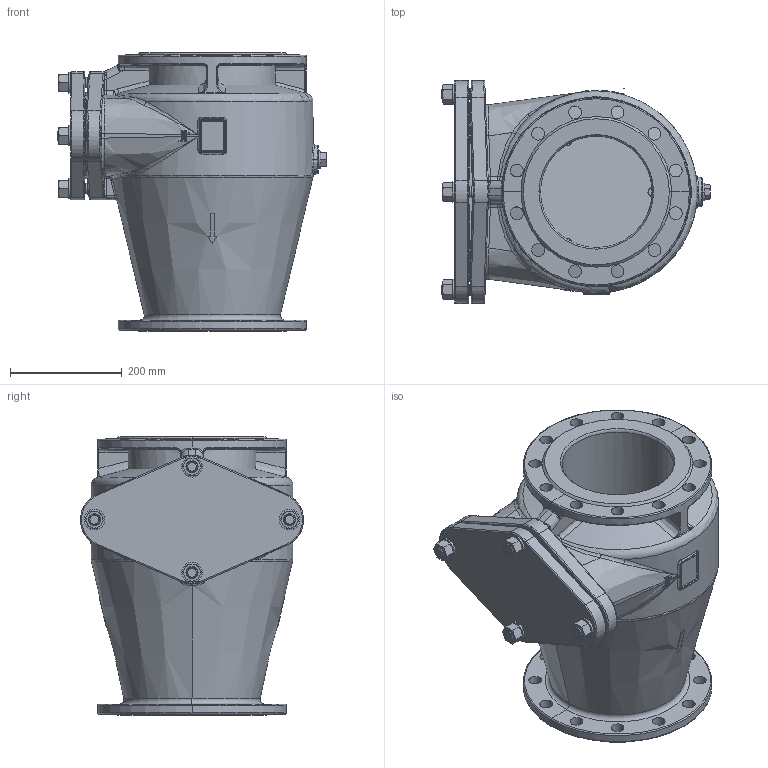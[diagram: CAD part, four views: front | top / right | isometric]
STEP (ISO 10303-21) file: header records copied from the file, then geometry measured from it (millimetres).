
FILE_DESCRIPTION((''),'2;1');
FILE_NAME('DN200_PN16_CEP_ART435_ASM','2011-03-03T',('JMarkelj'),('Audax d.o.o.'),'PRO/ENGINEER BY PARAMETRIC TECHNOLOGY CORPORATION, 2010180','PRO/ENGINEER BY PARAMETRIC TECHNOLOGY CORPORATION, 2010180','');
FILE_SCHEMA(('CONFIG_CONTROL_DESIGN'));
Length unit declared in the file: millimetre
Products named in the file (17): OHISJE_DN200_AF0; OHISJE_DN200_OBDELAN_PN16_ASM; CEP_34_DIN910; CEP; PODLOSKA_CU; CEP_34_DIN910_ASM; ZAPORA_DN150; ZAPORA; AKSA_ZAPORE; ZAPORA_DN150_ASM; O_TESNILO_POKROVA; STOJNI_VIJAK_M20X50; STOJNI_VIJAK_M20X55; POKROV_DN200; PODLOSKA_A20; MATICA_M20; DN200_PN16_CEP_ART435_ASM
Assembly tree (25 placements, depth 3):
  DN200_PN16_CEP_ART435_ASM
    OHISJE_DN200_OBDELAN_PN16_ASM
      OHISJE_DN200_AF0
    CEP_34_DIN910_ASM
      CEP_34_DIN910
      CEP
      PODLOSKA_CU
    ZAPORA_DN150_ASM
      ZAPORA_DN150  x2
      ZAPORA
      AKSA_ZAPORE
    O_TESNILO_POKROVA
    STOJNI_VIJAK_M20X50  x2
    STOJNI_VIJAK_M20X55  x2
    POKROV_DN200
    PODLOSKA_A20  x4
    MATICA_M20  x4
Bounding box: 481.3 x 400 x 500 mm (x, y, z)
Volume: 15523650.6 mm3; surface area: 2110956.4 mm2
Topology: 35 solids, 41 shells, 2292 faces, 5799 edges, 3628 vertices
Faces by surface type: plane 1160, cylinder 413, bspline 359, cone 202, torus 128, sphere 30
Entity records: 82357 total; most frequent: CARTESIAN_POINT 34928, ORIENTED_EDGE 10838, DIRECTION 8338, EDGE_CURVE 5433, VERTEX_POINT 3415, AXIS2_PLACEMENT_3D 3188, EDGE_LOOP 2258, FACE_OUTER_BOUND 2126
